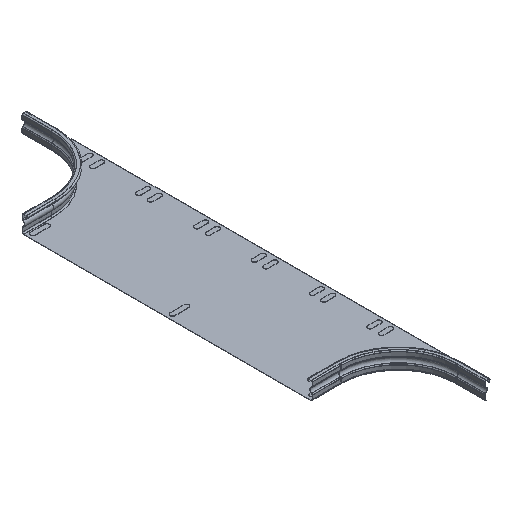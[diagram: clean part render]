
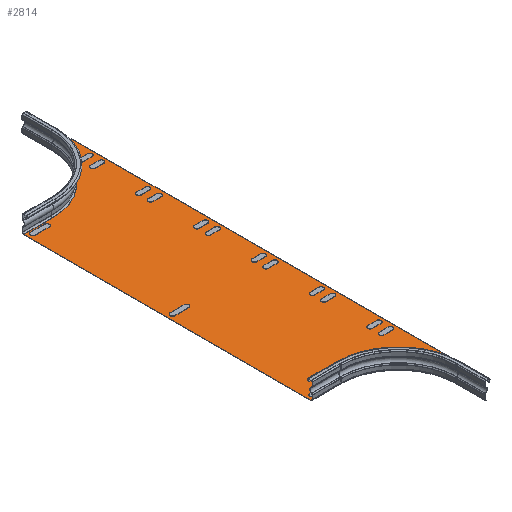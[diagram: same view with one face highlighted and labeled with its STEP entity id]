
A CAD part, isometric view. The second image highlights one B-rep face of the part: STEP entity #2814.
In plain terms, the highlighted planar face has unit normal (0, 0, 1).
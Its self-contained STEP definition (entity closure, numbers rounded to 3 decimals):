
#232=FACE_OUTER_BOUND('',#394,.T.);
#394=EDGE_LOOP('',(#2345,#2346,#2347,#2348,#2349,#2350,#2351,#2352));
#522=CIRCLE('',#3046,101.6);
#604=CIRCLE('',#3189,101.6);
#731=LINE('',#4574,#965);
#746=LINE('',#4625,#980);
#820=LINE('',#4915,#1054);
#824=LINE('',#4926,#1058);
#826=LINE('',#4930,#1060);
#827=LINE('',#4933,#1061);
#965=VECTOR('',#3566,1.);
#980=VECTOR('',#3619,1.);
#1054=VECTOR('',#3943,1.);
#1058=VECTOR('',#3953,1.);
#1060=VECTOR('',#3957,1.);
#1061=VECTOR('',#3960,1.);
#1259=VERTEX_POINT('',#4571);
#1260=VERTEX_POINT('',#4573);
#1271=VERTEX_POINT('',#4601);
#1277=VERTEX_POINT('',#4623);
#1368=VERTEX_POINT('',#4913);
#1372=VERTEX_POINT('',#4925);
#1373=VERTEX_POINT('',#4929);
#1374=VERTEX_POINT('',#4931);
#1575=EDGE_CURVE('',#1260,#1259,#731,.T.);
#1589=EDGE_CURVE('',#1271,#1259,#522,.T.);
#1601=EDGE_CURVE('',#1271,#1277,#746,.T.);
#1746=EDGE_CURVE('',#1277,#1368,#820,.T.);
#1751=EDGE_CURVE('',#1260,#1372,#824,.T.);
#1753=EDGE_CURVE('',#1373,#1368,#826,.T.);
#1754=EDGE_CURVE('',#1373,#1374,#604,.T.);
#1755=EDGE_CURVE('',#1374,#1372,#827,.T.);
#2345=ORIENTED_EDGE('',*,*,#1746,.T.);
#2346=ORIENTED_EDGE('',*,*,#1753,.F.);
#2347=ORIENTED_EDGE('',*,*,#1754,.T.);
#2348=ORIENTED_EDGE('',*,*,#1755,.T.);
#2349=ORIENTED_EDGE('',*,*,#1751,.F.);
#2350=ORIENTED_EDGE('',*,*,#1575,.T.);
#2351=ORIENTED_EDGE('',*,*,#1589,.F.);
#2352=ORIENTED_EDGE('',*,*,#1601,.T.);
#2695=PLANE('',#3188);
#2814=ADVANCED_FACE('',(#232),#2695,.F.);
#3046=AXIS2_PLACEMENT_3D('',#4603,#3589,#3590);
#3188=AXIS2_PLACEMENT_3D('',#4928,#3955,#3956);
#3189=AXIS2_PLACEMENT_3D('',#4932,#3958,#3959);
#3566=DIRECTION('',(-1.,0.,0.));
#3589=DIRECTION('center_axis',(0.,0.,1.));
#3590=DIRECTION('ref_axis',(0.,-1.,0.));
#3619=DIRECTION('',(-1.,0.,0.));
#3943=DIRECTION('',(0.,-1.,0.));
#3953=DIRECTION('',(0.,-1.,0.));
#3955=DIRECTION('center_axis',(0.,0.,-1.));
#3956=DIRECTION('ref_axis',(1.,0.,0.));
#3957=DIRECTION('',(-1.,0.,0.));
#3958=DIRECTION('center_axis',(0.,0.,-1.));
#3959=DIRECTION('ref_axis',(0.,1.,0.));
#3960=DIRECTION('',(1.,0.,0.));
#4571=CARTESIAN_POINT('',(165.253,573.555,-2.));
#4573=CARTESIAN_POINT('',(198.653,573.555,-2.));
#4574=CARTESIAN_POINT('',(131.153,573.555,-2.));
#4601=CARTESIAN_POINT('',(63.653,471.955,-2.));
#4603=CARTESIAN_POINT('Origin',(63.653,573.555,-2.));
#4623=CARTESIAN_POINT('',(13.653,471.955,-2.));
#4625=CARTESIAN_POINT('',(63.653,471.955,-2.));
#4913=CARTESIAN_POINT('',(13.653,-25.245,-2.));
#4915=CARTESIAN_POINT('',(13.653,298.355,-2.));
#4925=CARTESIAN_POINT('',(198.653,-126.845,-2.));
#4926=CARTESIAN_POINT('',(198.653,98.355,-2.));
#4928=CARTESIAN_POINT('Origin',(63.653,74.155,-2.));
#4929=CARTESIAN_POINT('',(63.653,-25.245,-2.));
#4930=CARTESIAN_POINT('',(63.653,-25.245,-2.));
#4931=CARTESIAN_POINT('',(165.253,-126.845,-2.));
#4932=CARTESIAN_POINT('Origin',(63.653,-126.845,-2.));
#4933=CARTESIAN_POINT('',(131.153,-126.845,-2.));
